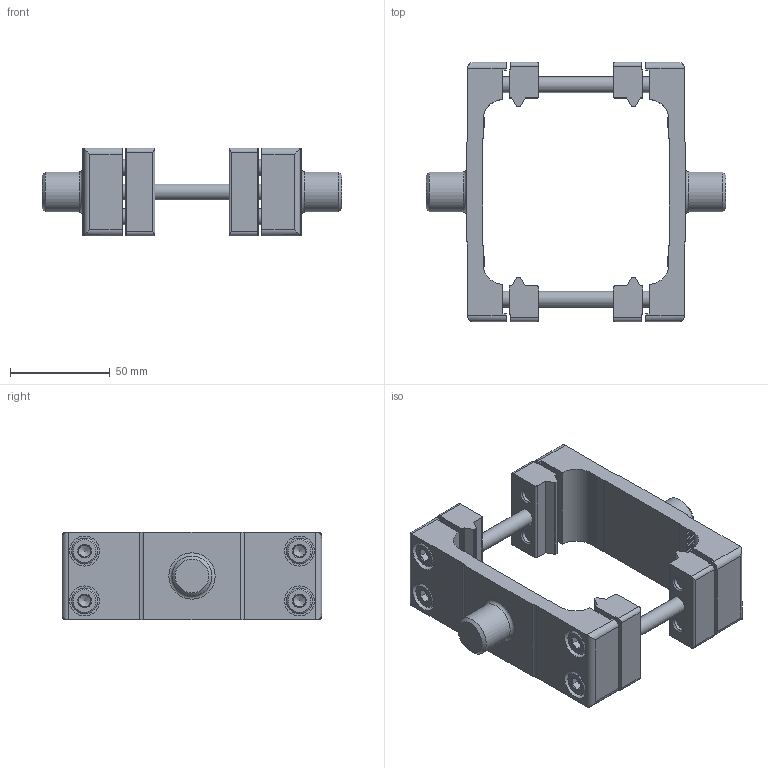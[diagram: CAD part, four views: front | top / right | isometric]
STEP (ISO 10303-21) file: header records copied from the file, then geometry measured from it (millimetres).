
FILE_DESCRIPTION(/* description */ ('STEP AP214'),/* implementation_level */ '2;1');
FILE_NAME(/* name */ '163529_DAMT-V1-80-A',/* time_stamp */ '2024-08-09T16:31:57+02:00',/* author */ ('License CC BY-ND 4.0'),/* organization */ ('CADENAS'),/* preprocessor_version */ 'ST-DEVELOPER v19.3',/* originating_system */ 'PARTsolutions',/* authorisation */ ' ');
FILE_SCHEMA (('AUTOMOTIVE_DESIGN {1 0 10303 214 3 1 1}'));
Length unit declared in the file: millimetre
Products named in the file (5): 163529 DAMT-V1-80-A; 163529 DAMT-V1-80-A---(ZM_0_0); 242813 ZNU-80---(ST_5); 357945 ZNCM-80---(SR_5); DIN-912 - M8x25(F)
Assembly tree (16 placements, depth 2):
  163529 DAMT-V1-80-A
    163529 DAMT-V1-80-A---(ZM_0_0)  x2
    242813 ZNU-80---(ST_5)  x2
    357945 ZNCM-80---(SR_5)  x4
    DIN-912 - M8x25(F)  x8
Bounding box: 150 x 130 x 44 mm (x, y, z)
Volume: 190884.4 mm3; surface area: 73591.7 mm2
Topology: 16 solids, 16 shells, 1594 faces, 3948 edges, 2404 vertices
Faces by surface type: plane 1202, cylinder 280, cone 110, torus 2
Full cylindrical faces by diameter (mm): 6.647 x8, 8 x14, 8.4 x8, 9 x4, 13 x8, 15 x8, 20 x2
Entity records: 20388 total; most frequent: DIRECTION 3601, CARTESIAN_POINT 3502, ORIENTED_EDGE 3402, EDGE_CURVE 1701, AXIS2_PLACEMENT_3D 1206, LINE 1189, VECTOR 1189, VERTEX_POINT 1063
